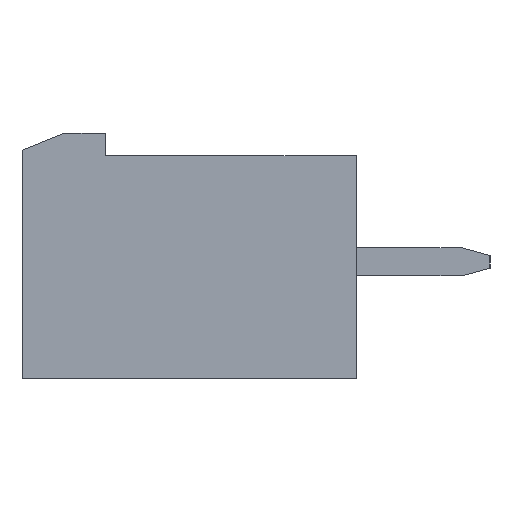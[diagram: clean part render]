
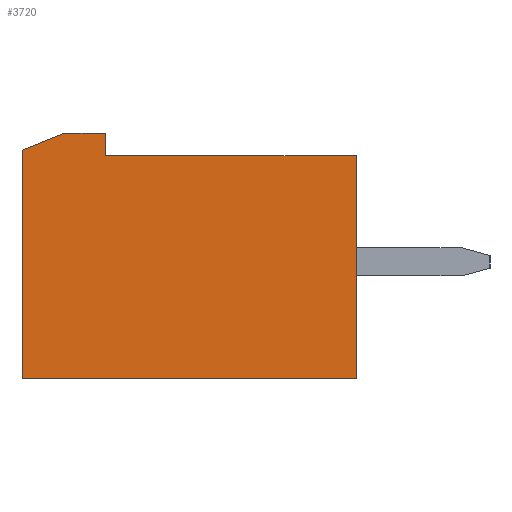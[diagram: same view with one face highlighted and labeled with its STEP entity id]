
A CAD part, left-side view. The second image highlights one B-rep face of the part: STEP entity #3720.
In plain terms, the highlighted planar face has unit normal (-1, 0, 0).
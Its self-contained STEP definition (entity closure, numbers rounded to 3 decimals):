
#149 = EDGE_CURVE ( 'NONE', #20834, #24260, #22674, .T. ) ;
#1058 = CARTESIAN_POINT ( 'NONE',  ( -0.5, 0., 0. ) ) ;
#1303 = CARTESIAN_POINT ( 'NONE',  ( -0.5, 10.5, 0.8 ) ) ;
#2365 = VECTOR ( 'NONE', #8058, 1000. ) ;
#2745 = CARTESIAN_POINT ( 'NONE',  ( -0.5, 0., -8. ) ) ;
#2851 = CARTESIAN_POINT ( 'NONE',  ( -0.5, 12., -8. ) ) ;
#3020 = DIRECTION ( 'NONE',  ( -1., 0., 0. ) ) ;
#3720 = ADVANCED_FACE ( 'NONE', ( #11267 ), #12641, .T. ) ;
#3755 = CARTESIAN_POINT ( 'NONE',  ( -0.5, 9.01, 0. ) ) ;
#3865 = AXIS2_PLACEMENT_3D ( 'NONE', #1058, #3020, #16449 ) ;
#3883 = LINE ( 'NONE', #13053, #18576 ) ;
#3909 = VECTOR ( 'NONE', #7921, 1000. ) ;
#3964 = CARTESIAN_POINT ( 'NONE',  ( -0.5, 9.01, 0.8 ) ) ;
#4623 = VECTOR ( 'NONE', #7652, 1000. ) ;
#4933 = CARTESIAN_POINT ( 'NONE',  ( -0.5, 0., 0. ) ) ;
#6116 = CARTESIAN_POINT ( 'NONE',  ( -0.5, 9.01, 0.8 ) ) ;
#6424 = CARTESIAN_POINT ( 'NONE',  ( -0.5, 12., -8. ) ) ;
#7153 = VECTOR ( 'NONE', #10962, 1000. ) ;
#7652 = DIRECTION ( 'NONE',  ( 0., 0., 1. ) ) ;
#7708 = VERTEX_POINT ( 'NONE', #3964 ) ;
#7721 = LINE ( 'NONE', #1303, #7153 ) ;
#7921 = DIRECTION ( 'NONE',  ( 0., 1., 0. ) ) ;
#7994 = CARTESIAN_POINT ( 'NONE',  ( -0.5, 0., -8. ) ) ;
#8058 = DIRECTION ( 'NONE',  ( 0., 1., 0. ) ) ;
#8350 = VERTEX_POINT ( 'NONE', #21015 ) ;
#9771 = LINE ( 'NONE', #3755, #4623 ) ;
#10307 = ORIENTED_EDGE ( 'NONE', *, *, #21180, .T. ) ;
#10962 = DIRECTION ( 'NONE',  ( 0., 0.928, -0.371 ) ) ;
#11199 = ORIENTED_EDGE ( 'NONE', *, *, #14381, .T. ) ;
#11267 = FACE_OUTER_BOUND ( 'NONE', #24365, .T. ) ;
#11882 = VERTEX_POINT ( 'NONE', #20775 ) ;
#12063 = VECTOR ( 'NONE', #21685, 1000. ) ;
#12641 = PLANE ( 'NONE',  #3865 ) ;
#13007 = ORIENTED_EDGE ( 'NONE', *, *, #19824, .T. ) ;
#13053 = CARTESIAN_POINT ( 'NONE',  ( -0.5, 12., -6.5 ) ) ;
#14188 = EDGE_CURVE ( 'NONE', #8350, #20834, #3883, .T. ) ;
#14381 = EDGE_CURVE ( 'NONE', #16433, #11882, #24150, .T. ) ;
#14981 = DIRECTION ( 'NONE',  ( 0., 0., -1. ) ) ;
#15012 = EDGE_CURVE ( 'NONE', #7708, #22216, #22639, .T. ) ;
#16330 = VECTOR ( 'NONE', #17512, 1000. ) ;
#16433 = VERTEX_POINT ( 'NONE', #4933 ) ;
#16449 = DIRECTION ( 'NONE',  ( 0., 0., 1. ) ) ;
#16908 = LINE ( 'NONE', #7994, #16330 ) ;
#17436 = CARTESIAN_POINT ( 'NONE',  ( -0.5, 0., 0. ) ) ;
#17512 = DIRECTION ( 'NONE',  ( 0., 0., 1. ) ) ;
#18564 = CARTESIAN_POINT ( 'NONE',  ( -0.5, 10.5, 0.8 ) ) ;
#18576 = VECTOR ( 'NONE', #14981, 1000. ) ;
#18636 = ORIENTED_EDGE ( 'NONE', *, *, #149, .T. ) ;
#19824 = EDGE_CURVE ( 'NONE', #22216, #8350, #7721, .T. ) ;
#20775 = CARTESIAN_POINT ( 'NONE',  ( -0.5, 9.01, 0. ) ) ;
#20834 = VERTEX_POINT ( 'NONE', #2851 ) ;
#21015 = CARTESIAN_POINT ( 'NONE',  ( -0.5, 12., 0.2 ) ) ;
#21180 = EDGE_CURVE ( 'NONE', #11882, #7708, #9771, .T. ) ;
#21284 = EDGE_CURVE ( 'NONE', #24260, #16433, #16908, .T. ) ;
#21507 = ORIENTED_EDGE ( 'NONE', *, *, #21284, .T. ) ;
#21685 = DIRECTION ( 'NONE',  ( 0., -1., 0. ) ) ;
#22216 = VERTEX_POINT ( 'NONE', #18564 ) ;
#22639 = LINE ( 'NONE', #6116, #2365 ) ;
#22674 = LINE ( 'NONE', #6424, #12063 ) ;
#23879 = ORIENTED_EDGE ( 'NONE', *, *, #15012, .T. ) ;
#24150 = LINE ( 'NONE', #17436, #3909 ) ;
#24260 = VERTEX_POINT ( 'NONE', #2745 ) ;
#24365 = EDGE_LOOP ( 'NONE', ( #24475, #18636, #21507, #11199, #10307, #23879, #13007 ) ) ;
#24475 = ORIENTED_EDGE ( 'NONE', *, *, #14188, .T. ) ;
